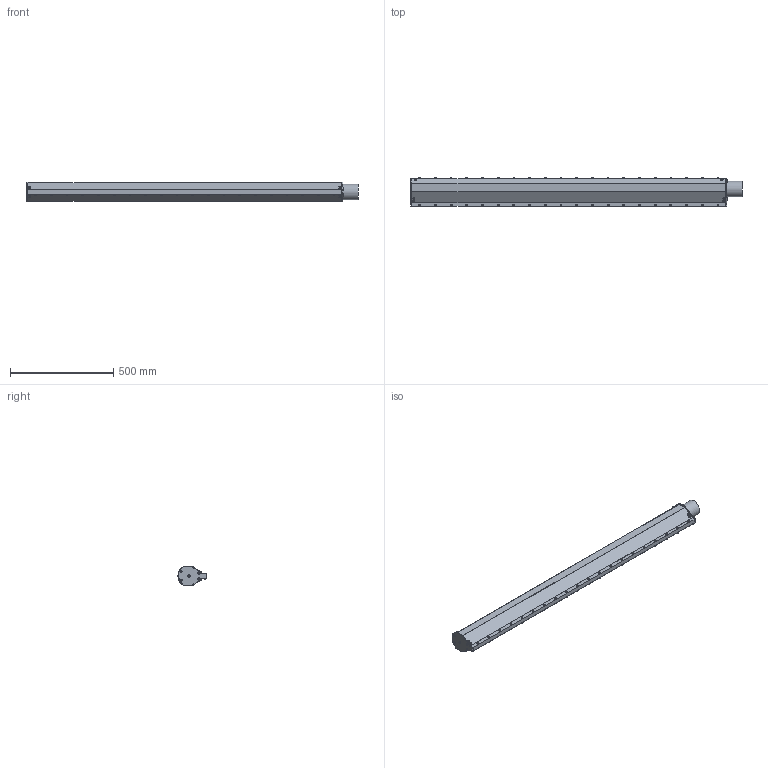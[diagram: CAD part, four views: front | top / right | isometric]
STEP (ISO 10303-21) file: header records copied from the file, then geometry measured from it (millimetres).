
FILE_DESCRIPTION(/* description */ (''),/* implementation_level */ '2;1');
FILE_NAME(/* name */ 'MAP1xxxxxx060 DUMMY.stp',/* time_stamp */ '2018-01-30T11:38:02-05:00',/* author */ ('James'),/* organization */ (''),/* preprocessor_version */ 'ST-DEVELOPER v16.5',/* originating_system */ 'Autodesk Inventor 2017',/* authorisation */ '');
FILE_SCHEMA (('AUTOMOTIVE_DESIGN { 1 0 10303 214 3 1 1 }'));
Products named in the file (1): MAP1xxxxxx060 DUMMY
Bounding box: 1611.63 x 139.7 x 96.52 mm (x, y, z)
Volume: 13114765.3 mm3; surface area: 639427.3 mm2
Topology: 1 solids, 1 shells, 1172 faces, 2549 edges, 1604 vertices
Faces by surface type: plane 496, cone 380, cylinder 195, sphere 41, bspline 40, torus 20
Full cylindrical faces by diameter (mm): 7.6 x8, 9 x48, 9.5 x12, 10.5 x21, 11 x33, 76.2 x1
Entity records: 76205 total; most frequent: CARTESIAN_POINT 53000, ORIENTED_EDGE 4610, DIRECTION 4524, EDGE_CURVE 2305, AXIS2_PLACEMENT_3D 1966, EDGE_LOOP 1560, VERTEX_POINT 1523, FACE_OUTER_BOUND 1172
